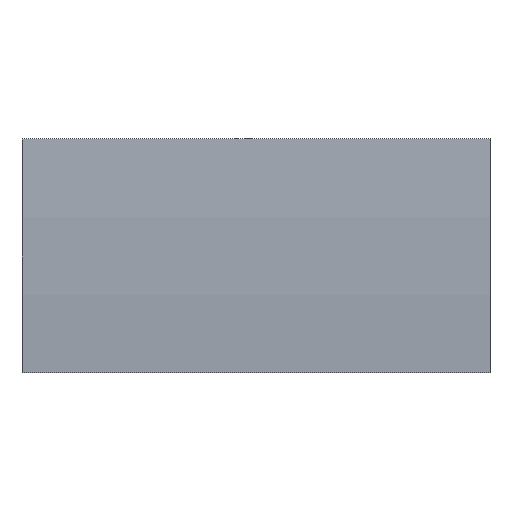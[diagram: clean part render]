
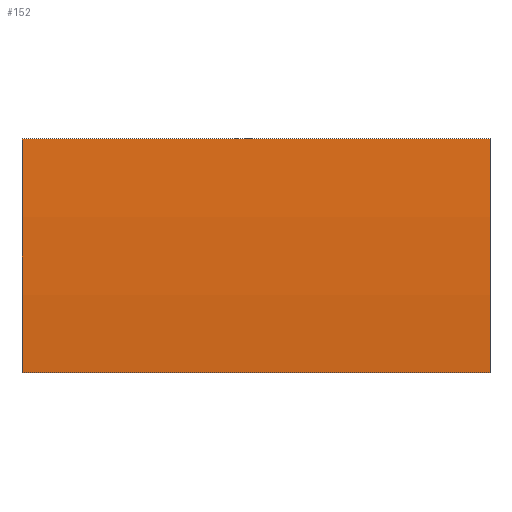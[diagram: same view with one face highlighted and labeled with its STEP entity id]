
A CAD part, left-side view. The second image highlights one B-rep face of the part: STEP entity #152.
In plain terms, the highlighted cylindrical face has radius 155.1 mm (diameter 310.2 mm), a partial arc.
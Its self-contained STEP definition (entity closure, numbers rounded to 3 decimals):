
#3 = ORIENTED_EDGE ( 'NONE', *, *, #154, .T. ) ;
#10 = CARTESIAN_POINT ( 'NONE',  ( 4.355, 40., 0. ) ) ;
#15 = DIRECTION ( 'NONE',  ( 0., 0., 1. ) ) ;
#29 = AXIS2_PLACEMENT_3D ( 'NONE', #98, #193, #176 ) ;
#36 = CARTESIAN_POINT ( 'NONE',  ( -150.422, 40., -10. ) ) ;
#44 = EDGE_CURVE ( 'NONE', #203, #57, #100, .T. ) ;
#45 = VERTEX_POINT ( 'NONE', #170 ) ;
#46 = ORIENTED_EDGE ( 'NONE', *, *, #178, .F. ) ;
#51 = EDGE_LOOP ( 'NONE', ( #3, #46, #191, #88 ) ) ;
#52 = CARTESIAN_POINT ( 'NONE',  ( -150.422, 40., 10. ) ) ;
#57 = VERTEX_POINT ( 'NONE', #163 ) ;
#59 = CARTESIAN_POINT ( 'NONE',  ( -150.422, 0., 10. ) ) ;
#64 = EDGE_CURVE ( 'NONE', #203, #45, #171, .T. ) ;
#73 = VERTEX_POINT ( 'NONE', #59 ) ;
#75 = DIRECTION ( 'NONE',  ( 0., 1., 0. ) ) ;
#78 = FACE_OUTER_BOUND ( 'NONE', #51, .T. ) ;
#83 = DIRECTION ( 'NONE',  ( 0., -1., 0. ) ) ;
#87 = AXIS2_PLACEMENT_3D ( 'NONE', #185, #155, #111 ) ;
#88 = ORIENTED_EDGE ( 'NONE', *, *, #64, .T. ) ;
#96 = CIRCLE ( 'NONE', #87, 155.1 ) ;
#97 = CARTESIAN_POINT ( 'NONE',  ( -150.422, 40., -10. ) ) ;
#98 = CARTESIAN_POINT ( 'NONE',  ( 4.355, 40., 0. ) ) ;
#100 = CIRCLE ( 'NONE', #172, 155.1 ) ;
#108 = LINE ( 'NONE', #52, #130 ) ;
#111 = DIRECTION ( 'NONE',  ( 0., 0., 1. ) ) ;
#130 = VECTOR ( 'NONE', #83, 1000. ) ;
#135 = VECTOR ( 'NONE', #139, 1000. ) ;
#139 = DIRECTION ( 'NONE',  ( 0., -1., 0. ) ) ;
#152 = ADVANCED_FACE ( 'NONE', ( #78 ), #159, .T. ) ;
#154 = EDGE_CURVE ( 'NONE', #45, #73, #96, .T. ) ;
#155 = DIRECTION ( 'NONE',  ( 0., 1., 0. ) ) ;
#159 = CYLINDRICAL_SURFACE ( 'NONE', #29, 155.1 ) ;
#163 = CARTESIAN_POINT ( 'NONE',  ( -150.422, 40., 10. ) ) ;
#170 = CARTESIAN_POINT ( 'NONE',  ( -150.422, 0., -10. ) ) ;
#171 = LINE ( 'NONE', #36, #135 ) ;
#172 = AXIS2_PLACEMENT_3D ( 'NONE', #10, #75, #15 ) ;
#176 = DIRECTION ( 'NONE',  ( 0., 0., -1. ) ) ;
#178 = EDGE_CURVE ( 'NONE', #57, #73, #108, .T. ) ;
#185 = CARTESIAN_POINT ( 'NONE',  ( 4.355, 0., 0. ) ) ;
#191 = ORIENTED_EDGE ( 'NONE', *, *, #44, .F. ) ;
#193 = DIRECTION ( 'NONE',  ( 0., -1., 0. ) ) ;
#203 = VERTEX_POINT ( 'NONE', #97 ) ;
